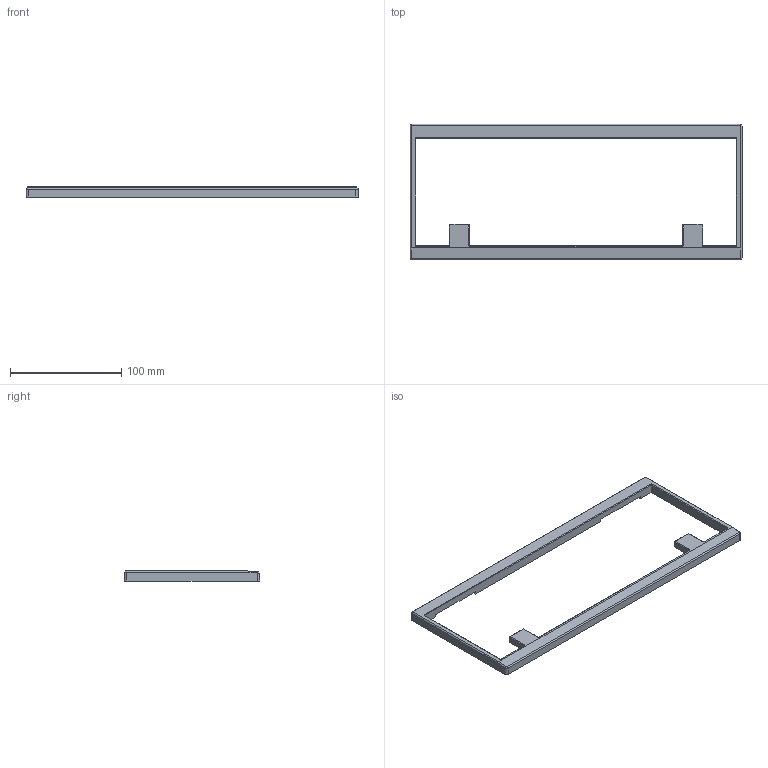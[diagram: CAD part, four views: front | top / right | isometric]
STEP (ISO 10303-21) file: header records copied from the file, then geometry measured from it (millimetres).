
FILE_DESCRIPTION(/* description */ (''),/* implementation_level */ '2;1');
FILE_NAME(/* name */ 'top_case.step',/* time_stamp */ '2025-08-28T19:47:28-07:00',/* author */ (''),/* organization */ (''),/* preprocessor_version */ 'ST-DEVELOPER v20.1',/* originating_system */ 'Autodesk Translation Framework v14.10.0.0',/* authorisation */ '');
FILE_SCHEMA (('AUTOMOTIVE_DESIGN { 1 0 10303 214 3 1 1 }'));
Length unit declared in the file: millimetre
Products named in the file (1): (Unsaved)
Bounding box: 297.9 x 121.4 x 9 mm (x, y, z)
Volume: 74320.3 mm3; surface area: 32502.7 mm2
Topology: 1 solids, 1 shells, 105 faces, 248 edges, 150 vertices
Faces by surface type: plane 62, cylinder 25, cone 14, bspline 4
Full cylindrical faces by diameter (mm): 1.6 x9
Entity records: 3039 total; most frequent: CARTESIAN_POINT 598, DIRECTION 498, ORIENTED_EDGE 488, EDGE_CURVE 244, LINE 178, VECTOR 178, AXIS2_PLACEMENT_3D 160, VERTEX_POINT 150
